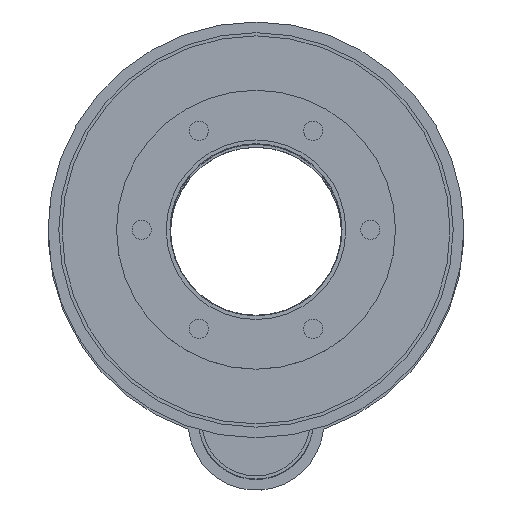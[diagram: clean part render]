
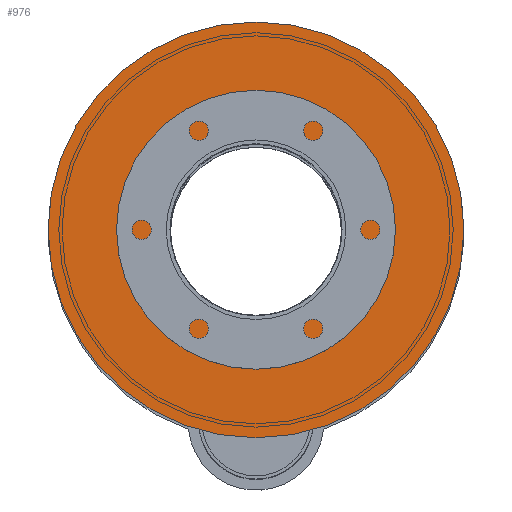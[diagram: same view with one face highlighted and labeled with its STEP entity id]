
A CAD part, top view. The second image highlights one B-rep face of the part: STEP entity #976.
In plain terms, the highlighted planar face has unit normal (0, 0, 1).
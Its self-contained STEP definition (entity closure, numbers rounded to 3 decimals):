
#138=PLANE('',#1118);
#206=FACE_BOUND('',#403,.T.);
#272=FACE_OUTER_BOUND('',#402,.T.);
#402=EDGE_LOOP('',(#870));
#403=EDGE_LOOP('',(#871));
#474=CIRCLE('',#1113,85.);
#476=CIRCLE('',#1116,194.5);
#562=VERTEX_POINT('',#1670);
#564=VERTEX_POINT('',#1675);
#666=EDGE_CURVE('',#562,#562,#474,.T.);
#668=EDGE_CURVE('',#564,#564,#476,.T.);
#870=ORIENTED_EDGE('',*,*,#668,.F.);
#871=ORIENTED_EDGE('',*,*,#666,.T.);
#976=ADVANCED_FACE('',(#272,#206),#138,.F.);
#1113=AXIS2_PLACEMENT_3D('',#1671,#1404,#1405);
#1116=AXIS2_PLACEMENT_3D('',#1676,#1410,#1411);
#1118=AXIS2_PLACEMENT_3D('',#1679,#1414,#1415);
#1404=DIRECTION('center_axis',(0.,0.,-1.));
#1405=DIRECTION('ref_axis',(-1.,0.,0.));
#1410=DIRECTION('center_axis',(0.,0.,-1.));
#1411=DIRECTION('ref_axis',(-1.,0.,0.));
#1414=DIRECTION('center_axis',(0.,0.,-1.));
#1415=DIRECTION('ref_axis',(-1.,0.,0.));
#1670=CARTESIAN_POINT('',(85.,0.,1543.));
#1671=CARTESIAN_POINT('Origin',(0.,0.,1543.));
#1675=CARTESIAN_POINT('',(194.5,0.,1543.));
#1676=CARTESIAN_POINT('Origin',(0.,0.,1543.));
#1679=CARTESIAN_POINT('Origin',(0.,0.,1543.));
